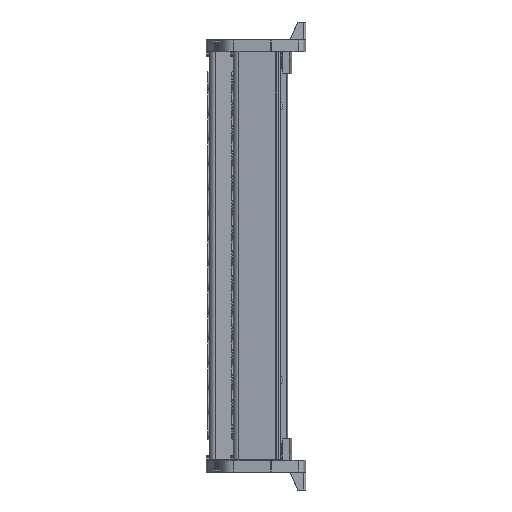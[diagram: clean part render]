
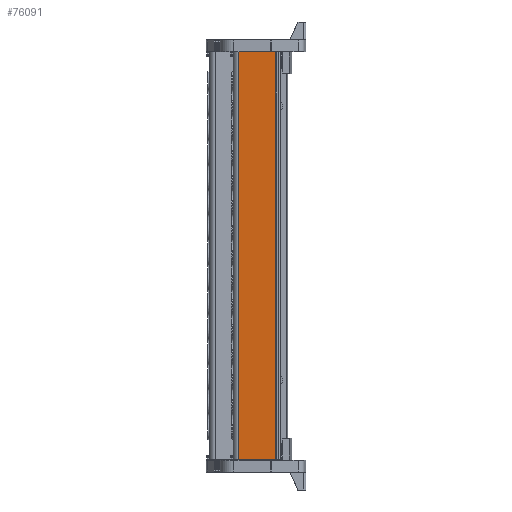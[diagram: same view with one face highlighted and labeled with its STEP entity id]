
A CAD part, front view. The second image highlights one B-rep face of the part: STEP entity #76091.
In plain terms, the highlighted planar face has unit normal (-0.104, -0.995, 0).
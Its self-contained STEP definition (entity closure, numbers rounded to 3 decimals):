
#1429 = LINE ( 'NONE', #1448, #83099 ) ;
#1435 = DIRECTION ( 'NONE',  ( 0.995, -0.105, 0. ) ) ;
#1448 = CARTESIAN_POINT ( 'NONE',  ( 1890.863, 760.887, 6.171 ) ) ;
#26548 = DIRECTION ( 'NONE',  ( 0., 0., 1. ) ) ;
#26616 = LINE ( 'NONE', #26619, #83183 ) ;
#26619 = CARTESIAN_POINT ( 'NONE',  ( 1902.324, 759.682, 44.231 ) ) ;
#26991 = CARTESIAN_POINT ( 'NONE',  ( 1902.324, 759.682, 44.231 ) ) ;
#27030 = LINE ( 'NONE', #26991, #83381 ) ;
#27034 = DIRECTION ( 'NONE',  ( 0., 0., 1. ) ) ;
#34429 = EDGE_CURVE ( 'NONE', #91798, #81584, #46497, .T. ) ;
#34541 = EDGE_CURVE ( 'NONE', #91798, #81567, #53026, .T. ) ;
#42659 = CARTESIAN_POINT ( 'NONE',  ( 1902.324, 759.682, 108.655 ) ) ;
#42692 = CARTESIAN_POINT ( 'NONE',  ( 1882.548, 761.761, 6.171 ) ) ;
#42723 = CARTESIAN_POINT ( 'NONE',  ( 1902.324, 759.682, 6.171 ) ) ;
#42727 = CARTESIAN_POINT ( 'NONE',  ( 1902.324, 759.682, 211.02 ) ) ;
#44510 = CARTESIAN_POINT ( 'NONE',  ( 1882.548, 761.761, 211.02 ) ) ;
#46497 = LINE ( 'NONE', #46514, #89650 ) ;
#46500 = DIRECTION ( 'NONE',  ( 0., 0., -1. ) ) ;
#46514 = CARTESIAN_POINT ( 'NONE',  ( 1882.548, 761.761, 44.231 ) ) ;
#47529 = EDGE_LOOP ( 'NONE', ( #56917, #56814, #56763, #56916, #56832 ) ) ;
#53015 = CARTESIAN_POINT ( 'NONE',  ( 1882.548, 761.761, 211.02 ) ) ;
#53023 = DIRECTION ( 'NONE',  ( 0.995, -0.105, 0. ) ) ;
#53026 = LINE ( 'NONE', #53015, #89699 ) ;
#56763 = ORIENTED_EDGE ( 'NONE', *, *, #78123, .T. ) ;
#56814 = ORIENTED_EDGE ( 'NONE', *, *, #77932, .T. ) ;
#56832 = ORIENTED_EDGE ( 'NONE', *, *, #34541, .F. ) ;
#56916 = ORIENTED_EDGE ( 'NONE', *, *, #78052, .T. ) ;
#56917 = ORIENTED_EDGE ( 'NONE', *, *, #34429, .T. ) ;
#62254 = CARTESIAN_POINT ( 'NONE',  ( 1890.863, 760.887, 44.231 ) ) ;
#62283 = PLANE ( 'NONE',  #65348 ) ;
#62284 = FACE_OUTER_BOUND ( 'NONE', #47529, .T. ) ;
#62285 = DIRECTION ( 'NONE',  ( 0.995, -0.105, 0. ) ) ;
#62297 = DIRECTION ( 'NONE',  ( -0.105, -0.995, 0. ) ) ;
#65348 = AXIS2_PLACEMENT_3D ( 'NONE', #62254, #62297, #62285 ) ;
#76091 = ADVANCED_FACE ( 'NONE', ( #62284 ), #62283, .T. ) ;
#77932 = EDGE_CURVE ( 'NONE', #81584, #81563, #1429, .T. ) ;
#78052 = EDGE_CURVE ( 'NONE', #81500, #81567, #26616, .T. ) ;
#78123 = EDGE_CURVE ( 'NONE', #81563, #81500, #27030, .T. ) ;
#81500 = VERTEX_POINT ( 'NONE', #42659 ) ;
#81563 = VERTEX_POINT ( 'NONE', #42723 ) ;
#81567 = VERTEX_POINT ( 'NONE', #42727 ) ;
#81584 = VERTEX_POINT ( 'NONE', #42692 ) ;
#83099 = VECTOR ( 'NONE', #1435, 1000. ) ;
#83183 = VECTOR ( 'NONE', #26548, 1000. ) ;
#83381 = VECTOR ( 'NONE', #27034, 1000. ) ;
#89650 = VECTOR ( 'NONE', #46500, 1000. ) ;
#89699 = VECTOR ( 'NONE', #53023, 1000. ) ;
#91798 = VERTEX_POINT ( 'NONE', #44510 ) ;
